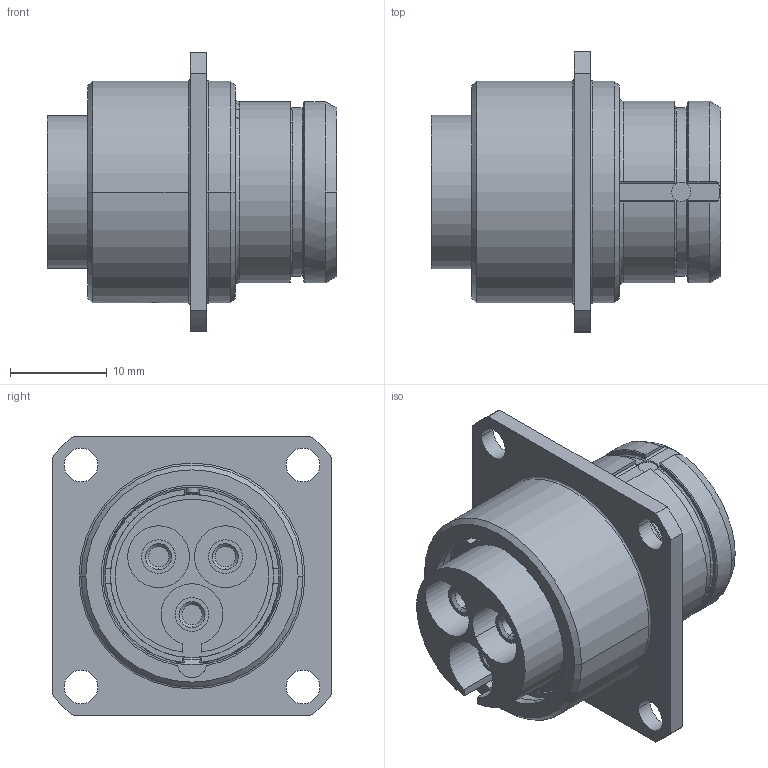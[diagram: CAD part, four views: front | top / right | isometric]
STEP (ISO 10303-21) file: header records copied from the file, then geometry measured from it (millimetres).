
FILE_DESCRIPTION((''),'2;1');
FILE_NAME('1331E303AFZ','2021-03-19T11:50:11',('cgregory'),('NET AG system integration'),'CREO PARAMETRIC BY PTC INC, 2019292','CREO PARAMETRIC BY PTC INC, 2019292','');
FILE_SCHEMA(('AUTOMOTIVE_DESIGN { 1 0 10303 214 1 1 1 1 }'));
Length unit declared in the file: millimetre
Products named in the file (1): 1331E303AFZ
Bounding box: 30 x 29 x 29 mm (x, y, z)
Volume: 8564.6 mm3; surface area: 7363.7 mm2
Topology: 1 solids, 1 shells, 286 faces, 723 edges, 476 vertices
Faces by surface type: plane 153, cylinder 95, torus 20, cone 17, bspline 1
Entity records: 10877 total; most frequent: CARTESIAN_POINT 2406, DIRECTION 1474, ORIENTED_EDGE 1446, EDGE_CURVE 723, AXIS2_PLACEMENT_3D 546, VERTEX_POINT 476, VECTOR 379, LINE 379
